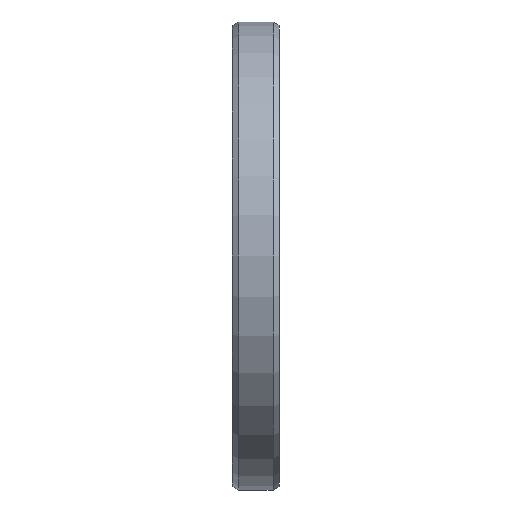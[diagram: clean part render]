
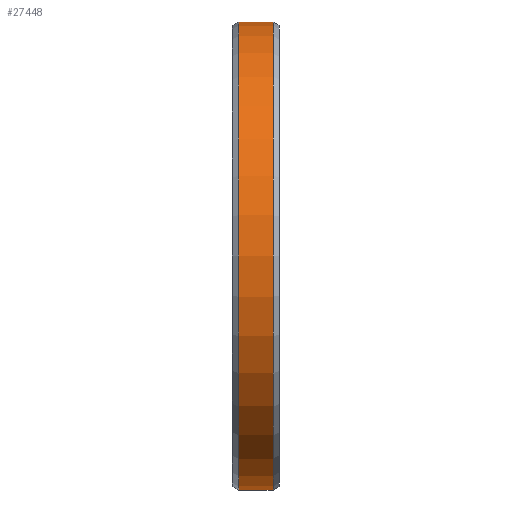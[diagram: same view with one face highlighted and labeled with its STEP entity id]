
A CAD part, left-side view. The second image highlights one B-rep face of the part: STEP entity #27448.
In plain terms, the highlighted cylindrical face has radius 75 mm (diameter 150 mm), a partial arc.
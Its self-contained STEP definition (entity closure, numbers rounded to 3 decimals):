
#26470=CARTESIAN_POINT('',(0.,-5.5,0.));
#26471=DIRECTION('',(0.,1.,0.));
#26472=DIRECTION('',(0.,0.,-1.));
#26473=AXIS2_PLACEMENT_3D('',#26470,#26471,#26472);
#26478=DIRECTION('',(0.,1.,0.));
#26479=VECTOR('',#26478,11.);
#26480=CARTESIAN_POINT('',(0.,-5.5,-75.));
#26481=LINE('',#26480,#26479);
#26493=DIRECTION('',(0.,1.,0.));
#26494=VECTOR('',#26493,11.);
#26495=CARTESIAN_POINT('',(0.,-5.5,75.));
#26496=LINE('',#26495,#26494);
#26522=CARTESIAN_POINT('',(0.,5.5,0.));
#26523=DIRECTION('',(0.,1.,0.));
#26524=DIRECTION('',(0.,0.,-1.));
#26525=AXIS2_PLACEMENT_3D('',#26522,#26523,#26524);
#27309=CARTESIAN_POINT('',(0.,-5.5,-75.));
#27311=VERTEX_POINT('',#27309);
#27312=CARTESIAN_POINT('',(0.,5.5,-75.));
#27313=VERTEX_POINT('',#27312);
#27321=CARTESIAN_POINT('',(0.,-5.5,75.));
#27323=VERTEX_POINT('',#27321);
#27324=CARTESIAN_POINT('',(0.,5.5,75.));
#27325=VERTEX_POINT('',#27324);
#27434=CARTESIAN_POINT('',(0.,-8.25,0.));
#27435=DIRECTION('',(0.,1.,0.));
#27436=DIRECTION('',(0.,0.,-1.));
#27437=AXIS2_PLACEMENT_3D('',#27434,#27435,#27436);
#27438=CYLINDRICAL_SURFACE('',#27437,75.);
#27440=ORIENTED_EDGE('',*,*,#27439,.T.);
#27442=ORIENTED_EDGE('',*,*,#27441,.T.);
#27444=ORIENTED_EDGE('',*,*,#27443,.F.);
#27445=ORIENTED_EDGE('',*,*,#27419,.F.);
#27446=EDGE_LOOP('',(#27440,#27442,#27444,#27445));
#27447=FACE_OUTER_BOUND('',#27446,.F.);
#26474=CIRCLE('',#26473,75.);
#26526=CIRCLE('',#26525,75.);
#27419=EDGE_CURVE('',#27311,#27323,#26474,.T.);
#27439=EDGE_CURVE('',#27311,#27313,#26481,.T.);
#27441=EDGE_CURVE('',#27313,#27325,#26526,.T.);
#27443=EDGE_CURVE('',#27323,#27325,#26496,.T.);
#27448=ADVANCED_FACE('',(#27447),#27438,.T.);
